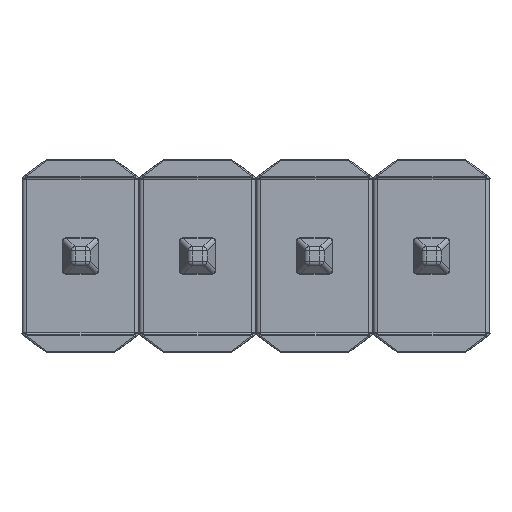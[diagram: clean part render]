
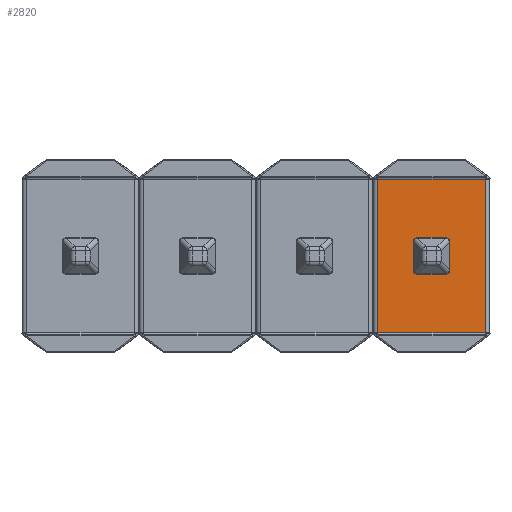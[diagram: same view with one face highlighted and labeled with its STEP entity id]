
A CAD part, front view. The second image highlights one B-rep face of the part: STEP entity #2820.
In plain terms, the highlighted planar face has unit normal (0, -1, 0).
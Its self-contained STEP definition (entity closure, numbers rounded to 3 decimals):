
#23 = DIRECTION ( 'NONE',  ( 0., 0., 1. ) ) ;
#27 = VECTOR ( 'NONE', #1071, 1000. ) ;
#39 = PLANE ( 'NONE',  #2288 ) ;
#105 = DIRECTION ( 'NONE',  ( 0., 0., 1. ) ) ;
#234 = ORIENTED_EDGE ( 'NONE', *, *, #667, .T. ) ;
#267 = VERTEX_POINT ( 'NONE', #2413 ) ;
#270 = VERTEX_POINT ( 'NONE', #4280 ) ;
#311 = EDGE_CURVE ( 'NONE', #5731, #5717, #4242, .T. ) ;
#314 = VERTEX_POINT ( 'NONE', #5632 ) ;
#333 = CIRCLE ( 'NONE', #1516, 0.05 ) ;
#447 = DIRECTION ( 'NONE',  ( 1., 0., 0. ) ) ;
#454 = EDGE_CURVE ( 'NONE', #5297, #747, #333, .T. ) ;
#514 = CIRCLE ( 'NONE', #874, 0.05 ) ;
#518 = CIRCLE ( 'NONE', #5198, 0.05 ) ;
#555 = ORIENTED_EDGE ( 'NONE', *, *, #2869, .T. ) ;
#630 = LINE ( 'NONE', #4680, #5363 ) ;
#667 = EDGE_CURVE ( 'NONE', #267, #5717, #3091, .T. ) ;
#684 = DIRECTION ( 'NONE',  ( 1., 0., 0. ) ) ;
#741 = ORIENTED_EDGE ( 'NONE', *, *, #311, .F. ) ;
#747 = VERTEX_POINT ( 'NONE', #3956 ) ;
#874 = AXIS2_PLACEMENT_3D ( 'NONE', #5512, #2719, #23 ) ;
#911 = VERTEX_POINT ( 'NONE', #2863 ) ;
#981 = LINE ( 'NONE', #3404, #3410 ) ;
#1042 = CARTESIAN_POINT ( 'NONE',  ( -0.585, -1., 0.835 ) ) ;
#1071 = DIRECTION ( 'NONE',  ( 0., 0., -1. ) ) ;
#1108 = ORIENTED_EDGE ( 'NONE', *, *, #5699, .F. ) ;
#1193 = VERTEX_POINT ( 'NONE', #5573 ) ;
#1232 = DIRECTION ( 'NONE',  ( 0., 0., -1. ) ) ;
#1253 = VERTEX_POINT ( 'NONE', #4666 ) ;
#1356 = VECTOR ( 'NONE', #5604, 1000. ) ;
#1374 = DIRECTION ( 'NONE',  ( 0., 1., 0. ) ) ;
#1488 = EDGE_CURVE ( 'NONE', #5338, #5297, #2431, .T. ) ;
#1516 = AXIS2_PLACEMENT_3D ( 'NONE', #2330, #4175, #4237 ) ;
#1525 = ORIENTED_EDGE ( 'NONE', *, *, #2807, .T. ) ;
#1605 = AXIS2_PLACEMENT_3D ( 'NONE', #4646, #1830, #105 ) ;
#1684 = VECTOR ( 'NONE', #4231, 1000. ) ;
#1705 = ORIENTED_EDGE ( 'NONE', *, *, #2454, .T. ) ;
#1717 = CARTESIAN_POINT ( 'NONE',  ( 0.2, -1., 0.15 ) ) ;
#1718 = ORIENTED_EDGE ( 'NONE', *, *, #3911, .T. ) ;
#1830 = DIRECTION ( 'NONE',  ( 0., 1., 0. ) ) ;
#1852 = CARTESIAN_POINT ( 'NONE',  ( 0., -1., 0. ) ) ;
#1942 = DIRECTION ( 'NONE',  ( 1., 0., 0. ) ) ;
#2156 = CARTESIAN_POINT ( 'NONE',  ( 0.2, -1., -0.15 ) ) ;
#2284 = VECTOR ( 'NONE', #2404, 1000. ) ;
#2288 = AXIS2_PLACEMENT_3D ( 'NONE', #1852, #5072, #2303 ) ;
#2303 = DIRECTION ( 'NONE',  ( 0., 0., 1. ) ) ;
#2330 = CARTESIAN_POINT ( 'NONE',  ( 0.15, -1., -0.15 ) ) ;
#2359 = CARTESIAN_POINT ( 'NONE',  ( 0.585, -1., 0.85 ) ) ;
#2404 = DIRECTION ( 'NONE',  ( -1., 0., 0. ) ) ;
#2413 = CARTESIAN_POINT ( 'NONE',  ( -0.15, -1., -0.2 ) ) ;
#2431 = LINE ( 'NONE', #3347, #27 ) ;
#2454 = EDGE_CURVE ( 'NONE', #270, #911, #3500, .T. ) ;
#2650 = LINE ( 'NONE', #4429, #3871 ) ;
#2719 = DIRECTION ( 'NONE',  ( 0., 1., 0. ) ) ;
#2807 = EDGE_CURVE ( 'NONE', #1193, #5338, #518, .T. ) ;
#2820 = ADVANCED_FACE ( 'NONE', ( #5256, #4014 ), #39, .F. ) ;
#2863 = CARTESIAN_POINT ( 'NONE',  ( -0.585, -1., 0.835 ) ) ;
#2869 = EDGE_CURVE ( 'NONE', #5301, #270, #3795, .T. ) ;
#2910 = ORIENTED_EDGE ( 'NONE', *, *, #454, .T. ) ;
#2919 = ORIENTED_EDGE ( 'NONE', *, *, #1488, .T. ) ;
#2950 = ORIENTED_EDGE ( 'NONE', *, *, #4143, .T. ) ;
#3091 = CIRCLE ( 'NONE', #1605, 0.05 ) ;
#3245 = EDGE_LOOP ( 'NONE', ( #741, #5810, #2950, #1525, #2919, #2910, #1108, #234 ) ) ;
#3347 = CARTESIAN_POINT ( 'NONE',  ( 0.2, -1., 0. ) ) ;
#3404 = CARTESIAN_POINT ( 'NONE',  ( 0., -1., -0.2 ) ) ;
#3410 = VECTOR ( 'NONE', #684, 1000. ) ;
#3500 = LINE ( 'NONE', #1042, #2284 ) ;
#3628 = CARTESIAN_POINT ( 'NONE',  ( 0., -1., -0.835 ) ) ;
#3795 = LINE ( 'NONE', #2359, #1356 ) ;
#3822 = LINE ( 'NONE', #3628, #5040 ) ;
#3871 = VECTOR ( 'NONE', #1232, 1000. ) ;
#3874 = CARTESIAN_POINT ( 'NONE',  ( -0.2, -1., -0.15 ) ) ;
#3911 = EDGE_CURVE ( 'NONE', #314, #5301, #3822, .T. ) ;
#3956 = CARTESIAN_POINT ( 'NONE',  ( 0.15, -1., -0.2 ) ) ;
#4014 = FACE_OUTER_BOUND ( 'NONE', #4256, .T. ) ;
#4109 = CARTESIAN_POINT ( 'NONE',  ( 0.15, -1., 0.15 ) ) ;
#4143 = EDGE_CURVE ( 'NONE', #1253, #1193, #630, .T. ) ;
#4175 = DIRECTION ( 'NONE',  ( 0., 1., 0. ) ) ;
#4231 = DIRECTION ( 'NONE',  ( 0., 0., -1. ) ) ;
#4237 = DIRECTION ( 'NONE',  ( 0., 0., 1. ) ) ;
#4242 = LINE ( 'NONE', #5142, #1684 ) ;
#4256 = EDGE_LOOP ( 'NONE', ( #4417, #1718, #555, #1705 ) ) ;
#4280 = CARTESIAN_POINT ( 'NONE',  ( 0.585, -1., 0.835 ) ) ;
#4417 = ORIENTED_EDGE ( 'NONE', *, *, #5275, .T. ) ;
#4429 = CARTESIAN_POINT ( 'NONE',  ( -0.585, -1., 0. ) ) ;
#4568 = DIRECTION ( 'NONE',  ( 0., 0., 1. ) ) ;
#4646 = CARTESIAN_POINT ( 'NONE',  ( -0.15, -1., -0.15 ) ) ;
#4666 = CARTESIAN_POINT ( 'NONE',  ( -0.15, -1., 0.2 ) ) ;
#4680 = CARTESIAN_POINT ( 'NONE',  ( 0., -1., 0.2 ) ) ;
#4899 = EDGE_CURVE ( 'NONE', #5731, #1253, #514, .T. ) ;
#5040 = VECTOR ( 'NONE', #447, 1000. ) ;
#5072 = DIRECTION ( 'NONE',  ( 0., 1., 0. ) ) ;
#5142 = CARTESIAN_POINT ( 'NONE',  ( -0.2, -1., 0. ) ) ;
#5198 = AXIS2_PLACEMENT_3D ( 'NONE', #4109, #1374, #4568 ) ;
#5256 = FACE_BOUND ( 'NONE', #3245, .T. ) ;
#5275 = EDGE_CURVE ( 'NONE', #911, #314, #2650, .T. ) ;
#5278 = CARTESIAN_POINT ( 'NONE',  ( -0.2, -1., 0.15 ) ) ;
#5297 = VERTEX_POINT ( 'NONE', #2156 ) ;
#5301 = VERTEX_POINT ( 'NONE', #5391 ) ;
#5338 = VERTEX_POINT ( 'NONE', #1717 ) ;
#5363 = VECTOR ( 'NONE', #1942, 1000. ) ;
#5391 = CARTESIAN_POINT ( 'NONE',  ( 0.585, -1., -0.835 ) ) ;
#5512 = CARTESIAN_POINT ( 'NONE',  ( -0.15, -1., 0.15 ) ) ;
#5573 = CARTESIAN_POINT ( 'NONE',  ( 0.15, -1., 0.2 ) ) ;
#5604 = DIRECTION ( 'NONE',  ( 0., 0., 1. ) ) ;
#5632 = CARTESIAN_POINT ( 'NONE',  ( -0.585, -1., -0.835 ) ) ;
#5699 = EDGE_CURVE ( 'NONE', #267, #747, #981, .T. ) ;
#5717 = VERTEX_POINT ( 'NONE', #3874 ) ;
#5731 = VERTEX_POINT ( 'NONE', #5278 ) ;
#5810 = ORIENTED_EDGE ( 'NONE', *, *, #4899, .T. ) ;
